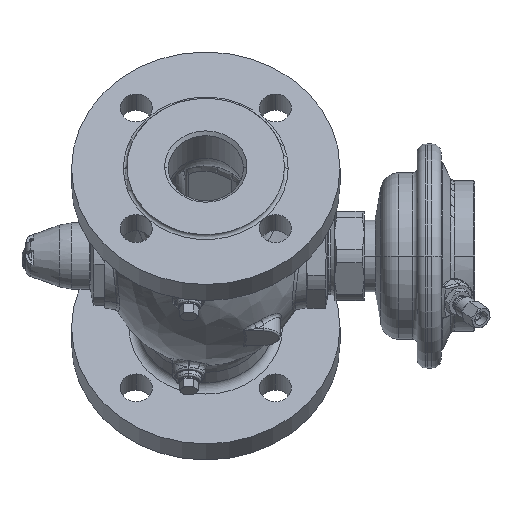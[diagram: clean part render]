
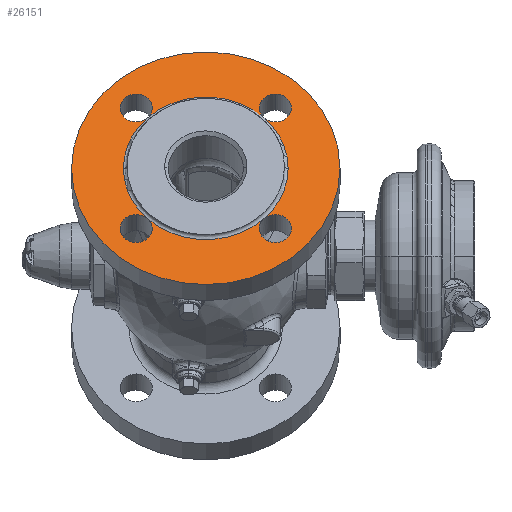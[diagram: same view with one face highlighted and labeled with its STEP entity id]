
A CAD part, front view. The second image highlights one B-rep face of the part: STEP entity #26151.
In plain terms, the highlighted planar face has unit normal (0, -0.866, 0.5).
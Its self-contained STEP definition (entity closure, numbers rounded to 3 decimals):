
#2638=CARTESIAN_POINT('',(-120.7,-84.87,49.));
#2639=DIRECTION('',(0.,-0.866,0.5));
#2640=DIRECTION('',(-1.,0.,0.));
#2641=AXIS2_PLACEMENT_3D('',#2638,#2639,#2640);
#2643=CARTESIAN_POINT('',(-120.7,-84.87,49.));
#2644=DIRECTION('',(0.,0.866,-0.5));
#2645=DIRECTION('',(-1.,0.,0.));
#2646=AXIS2_PLACEMENT_3D('',#2643,#2644,#2645);
#2648=CARTESIAN_POINT('',(-81.809,-65.425,
82.68));
#2649=DIRECTION('',(0.,0.866,-0.5));
#2650=DIRECTION('',(0.,0.5,0.866));
#2651=AXIS2_PLACEMENT_3D('',#2648,#2649,#2650);
#2653=CARTESIAN_POINT('',(-81.809,-65.425,
82.68));
#2654=DIRECTION('',(0.,0.866,-0.5));
#2655=DIRECTION('',(-0.707,-0.354,-0.612));
#2656=AXIS2_PLACEMENT_3D('',#2653,#2654,#2655);
#2658=CARTESIAN_POINT('',(-159.591,-65.425,
82.68));
#2659=DIRECTION('',(0.,0.866,-0.5));
#2660=DIRECTION('',(0.,0.5,0.866));
#2661=AXIS2_PLACEMENT_3D('',#2658,#2659,#2660);
#2663=CARTESIAN_POINT('',(-159.591,-65.425,
82.68));
#2664=DIRECTION('',(0.,0.866,-0.5));
#2665=DIRECTION('',(0.,-0.5,-0.866));
#2666=AXIS2_PLACEMENT_3D('',#2663,#2664,#2665);
#2668=CARTESIAN_POINT('',(-159.591,-65.425,
82.68));
#2669=DIRECTION('',(0.,0.866,-0.5));
#2670=DIRECTION('',(0.707,-0.354,-0.612));
#2671=AXIS2_PLACEMENT_3D('',#2668,#2669,#2670);
#2673=CARTESIAN_POINT('',(-159.591,-104.316,
15.32));
#2674=DIRECTION('',(0.,0.866,-0.5));
#2675=DIRECTION('',(0.,0.5,0.866));
#2676=AXIS2_PLACEMENT_3D('',#2673,#2674,#2675);
#2678=CARTESIAN_POINT('',(-159.591,-104.316,
15.32));
#2679=DIRECTION('',(0.,0.866,-0.5));
#2680=DIRECTION('',(0.,-0.5,-0.866));
#2681=AXIS2_PLACEMENT_3D('',#2678,#2679,#2680);
#2683=CARTESIAN_POINT('',(-159.591,-104.316,
15.32));
#2684=DIRECTION('',(0.,0.866,-0.5));
#2685=DIRECTION('',(0.707,0.354,0.612));
#2686=AXIS2_PLACEMENT_3D('',#2683,#2684,#2685);
#2688=CARTESIAN_POINT('',(-81.809,-104.316,
15.32));
#2689=DIRECTION('',(0.,0.866,-0.5));
#2690=DIRECTION('',(0.,-0.5,-0.866));
#2691=AXIS2_PLACEMENT_3D('',#2688,#2689,#2690);
#2693=CARTESIAN_POINT('',(-81.809,-104.316,
15.32));
#2694=DIRECTION('',(0.,0.866,-0.5));
#2695=DIRECTION('',(0.,0.5,0.866));
#2696=AXIS2_PLACEMENT_3D('',#2693,#2694,#2695);
#2698=CARTESIAN_POINT('',(-81.809,-104.316,
15.32));
#2699=DIRECTION('',(0.,0.866,-0.5));
#2700=DIRECTION('',(-0.707,0.354,0.612));
#2701=AXIS2_PLACEMENT_3D('',#2698,#2699,#2700);
#2703=CARTESIAN_POINT('',(-81.809,-65.425,
82.68));
#2704=DIRECTION('',(0.,0.866,-0.5));
#2705=DIRECTION('',(0.,-0.5,-0.866));
#2706=AXIS2_PLACEMENT_3D('',#2703,#2704,#2705);
#2716=CARTESIAN_POINT('',(-120.7,-84.87,49.));
#2717=DIRECTION('',(0.,0.866,-0.5));
#2718=DIRECTION('',(-1.,0.,0.));
#2719=AXIS2_PLACEMENT_3D('',#2716,#2717,#2718);
#2721=CARTESIAN_POINT('',(-120.7,-84.87,49.));
#2722=DIRECTION('',(0.,0.866,-0.5));
#2723=DIRECTION('',(-0.707,0.354,0.612));
#2724=AXIS2_PLACEMENT_3D('',#2721,#2722,#2723);
#2726=CARTESIAN_POINT('',(-120.7,-84.87,49.));
#2727=DIRECTION('',(0.,0.866,-0.5));
#2728=DIRECTION('',(0.707,0.354,0.612));
#2729=AXIS2_PLACEMENT_3D('',#2726,#2727,#2728);
#2731=CARTESIAN_POINT('',(-120.7,-84.87,49.));
#2732=DIRECTION('',(0.,-0.866,0.5));
#2733=DIRECTION('',(-1.,0.,0.));
#2734=AXIS2_PLACEMENT_3D('',#2731,#2732,#2733);
#2746=CARTESIAN_POINT('',(-120.7,-84.87,49.));
#2747=DIRECTION('',(0.,-0.866,0.5));
#2748=DIRECTION('',(0.707,-0.354,-0.612));
#2749=AXIS2_PLACEMENT_3D('',#2746,#2747,#2748);
#2751=CARTESIAN_POINT('',(-120.7,-84.87,49.));
#2752=DIRECTION('',(0.,-0.866,0.5));
#2753=DIRECTION('',(-0.707,-0.354,-0.612));
#2754=AXIS2_PLACEMENT_3D('',#2751,#2752,#2753);
#21910=CARTESIAN_POINT('',(-195.7,-84.87,49.));
#21912=VERTEX_POINT('',#21910);
#21913=CARTESIAN_POINT('',(-166.7,-84.87,49.));
#21915=VERTEX_POINT('',#21913);
#21952=CARTESIAN_POINT('',(-45.7,-84.87,49.));
#21954=VERTEX_POINT('',#21952);
#21955=CARTESIAN_POINT('',(-74.7,-84.87,49.));
#21957=VERTEX_POINT('',#21955);
#22507=CARTESIAN_POINT('',(-81.809,-60.925,
90.475));
#22508=CARTESIAN_POINT('',(-81.809,-69.925,
74.886));
#22509=VERTEX_POINT('',#22507);
#22510=VERTEX_POINT('',#22508);
#22511=CARTESIAN_POINT('',(-88.173,-68.607,
77.169));
#22512=VERTEX_POINT('',#22511);
#22513=CARTESIAN_POINT('',(-81.809,-99.816,
23.114));
#22514=CARTESIAN_POINT('',(-81.809,-108.816,
7.525));
#22515=VERTEX_POINT('',#22513);
#22516=VERTEX_POINT('',#22514);
#22517=CARTESIAN_POINT('',(-88.173,-101.134,
20.831));
#22518=VERTEX_POINT('',#22517);
#22519=CARTESIAN_POINT('',(-159.591,-99.816,
23.114));
#22520=CARTESIAN_POINT('',(-153.227,-101.134,
20.831));
#22521=VERTEX_POINT('',#22519);
#22522=VERTEX_POINT('',#22520);
#22523=CARTESIAN_POINT('',(-159.591,-108.816,
7.525));
#22524=VERTEX_POINT('',#22523);
#22525=CARTESIAN_POINT('',(-159.591,-60.925,
90.475));
#22526=CARTESIAN_POINT('',(-153.227,-68.607,
77.169));
#22527=VERTEX_POINT('',#22525);
#22528=VERTEX_POINT('',#22526);
#22529=CARTESIAN_POINT('',(-159.591,-69.925,
74.886));
#22530=VERTEX_POINT('',#22529);
#26104=CARTESIAN_POINT('',(-120.7,-84.87,49.));
#26105=DIRECTION('',(0.,0.866,-0.5));
#26106=DIRECTION('',(1.,0.,0.));
#26107=AXIS2_PLACEMENT_3D('',#26104,#26105,#26106);
#26108=PLANE('',#26107);
#26109=ORIENTED_EDGE('',*,*,#26097,.F.);
#26110=ORIENTED_EDGE('',*,*,#26086,.T.);
#26111=EDGE_LOOP('',(#26109,#26110));
#26112=FACE_OUTER_BOUND('',#26111,.F.);
#26114=ORIENTED_EDGE('',*,*,#26113,.F.);
#26116=ORIENTED_EDGE('',*,*,#26115,.F.);
#26118=ORIENTED_EDGE('',*,*,#26117,.F.);
#26120=ORIENTED_EDGE('',*,*,#26119,.F.);
#26122=ORIENTED_EDGE('',*,*,#26121,.F.);
#26124=ORIENTED_EDGE('',*,*,#26123,.F.);
#26126=ORIENTED_EDGE('',*,*,#26125,.F.);
#26128=ORIENTED_EDGE('',*,*,#26127,.T.);
#26130=ORIENTED_EDGE('',*,*,#26129,.F.);
#26132=ORIENTED_EDGE('',*,*,#26131,.F.);
#26134=ORIENTED_EDGE('',*,*,#26133,.F.);
#26136=ORIENTED_EDGE('',*,*,#26135,.T.);
#26138=ORIENTED_EDGE('',*,*,#26137,.F.);
#26140=ORIENTED_EDGE('',*,*,#26139,.F.);
#26142=ORIENTED_EDGE('',*,*,#26141,.F.);
#26144=ORIENTED_EDGE('',*,*,#26143,.T.);
#26146=ORIENTED_EDGE('',*,*,#26145,.F.);
#26148=ORIENTED_EDGE('',*,*,#26147,.F.);
#26149=EDGE_LOOP('',(#26114,#26116,#26118,#26120,#26122,#26124,#26126,#26128,
#26130,#26132,#26134,#26136,#26138,#26140,#26142,#26144,#26146,#26148));
#26150=FACE_BOUND('',#26149,.F.);
#26151=ADVANCED_FACE('',(#26112,#26150),#26108,.F.);
#2642=CIRCLE('',#2641,75.);
#2647=CIRCLE('',#2646,75.);
#2652=CIRCLE('',#2651,9.);
#2657=CIRCLE('',#2656,9.);
#2662=CIRCLE('',#2661,9.);
#2667=CIRCLE('',#2666,9.);
#2672=CIRCLE('',#2671,9.);
#2677=CIRCLE('',#2676,9.);
#2682=CIRCLE('',#2681,9.);
#2687=CIRCLE('',#2686,9.);
#2692=CIRCLE('',#2691,9.);
#2697=CIRCLE('',#2696,9.);
#2702=CIRCLE('',#2701,9.);
#2707=CIRCLE('',#2706,9.);
#2720=CIRCLE('',#2719,46.);
#2725=CIRCLE('',#2724,46.);
#2730=CIRCLE('',#2729,46.);
#2735=CIRCLE('',#2734,46.);
#2750=CIRCLE('',#2749,46.);
#2755=CIRCLE('',#2754,46.);
#26086=EDGE_CURVE('',#21912,#21954,#2647,.T.);
#26097=EDGE_CURVE('',#21912,#21954,#2642,.T.);
#26113=EDGE_CURVE('',#22509,#22510,#2652,.T.);
#26115=EDGE_CURVE('',#22512,#22509,#2657,.T.);
#26117=EDGE_CURVE('',#22528,#22512,#2725,.T.);
#26119=EDGE_CURVE('',#22527,#22528,#2662,.T.);
#26121=EDGE_CURVE('',#22530,#22527,#2667,.T.);
#26123=EDGE_CURVE('',#22528,#22530,#2672,.T.);
#26125=EDGE_CURVE('',#21915,#22528,#2720,.T.);
#26127=EDGE_CURVE('',#21915,#22522,#2735,.T.);
#26129=EDGE_CURVE('',#22521,#22522,#2677,.T.);
#26131=EDGE_CURVE('',#22524,#22521,#2682,.T.);
#26133=EDGE_CURVE('',#22522,#22524,#2687,.T.);
#26135=EDGE_CURVE('',#22522,#22518,#2755,.T.);
#26137=EDGE_CURVE('',#22516,#22518,#2692,.T.);
#26139=EDGE_CURVE('',#22515,#22516,#2697,.T.);
#26141=EDGE_CURVE('',#22518,#22515,#2702,.T.);
#26143=EDGE_CURVE('',#22518,#21957,#2750,.T.);
#26145=EDGE_CURVE('',#22512,#21957,#2730,.T.);
#26147=EDGE_CURVE('',#22510,#22512,#2707,.T.);
